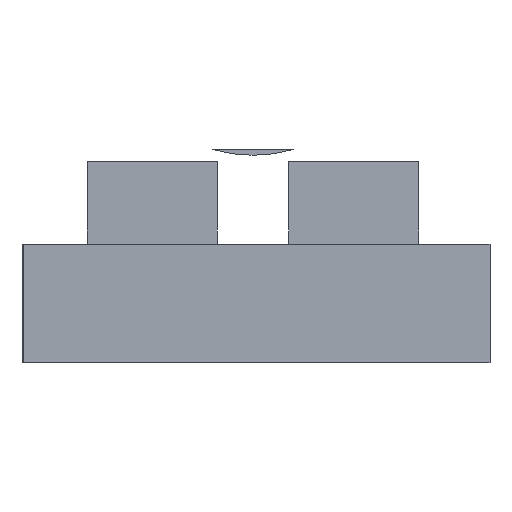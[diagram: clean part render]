
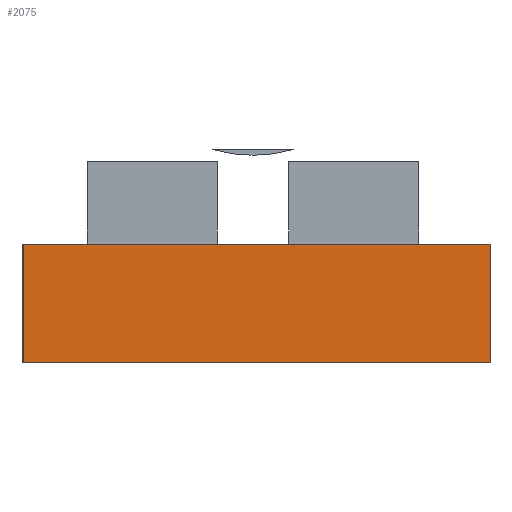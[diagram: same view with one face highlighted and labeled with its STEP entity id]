
A CAD part, front view. The second image highlights one B-rep face of the part: STEP entity #2075.
In plain terms, the highlighted planar face has unit normal (0, -1, 0).
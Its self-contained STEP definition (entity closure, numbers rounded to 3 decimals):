
#121 = PLANE('',#122);
#122 = AXIS2_PLACEMENT_3D('',#123,#124,#125);
#123 = CARTESIAN_POINT('',(-12.05,-16.,0.2));
#124 = DIRECTION('',(0.,0.,1.));
#125 = DIRECTION('',(1.,0.,0.));
#208 = PLANE('',#209);
#209 = AXIS2_PLACEMENT_3D('',#210,#211,#212);
#210 = CARTESIAN_POINT('',(-2.85,7.,-1.8));
#211 = DIRECTION('',(0.,0.,1.));
#212 = DIRECTION('',(1.,0.,0.));
#426 = VERTEX_POINT('',#427);
#427 = CARTESIAN_POINT('',(3.95,-9.2,0.2));
#443 = PLANE('',#444);
#444 = AXIS2_PLACEMENT_3D('',#445,#446,#447);
#445 = CARTESIAN_POINT('',(3.95,-16.,-1.8));
#446 = DIRECTION('',(1.,0.,0.));
#447 = DIRECTION('',(0.,0.,1.));
#598 = VERTEX_POINT('',#599);
#599 = CARTESIAN_POINT('',(-3.932,-9.2,0.2));
#613 = PLANE('',#614);
#614 = AXIS2_PLACEMENT_3D('',#615,#616,#617);
#615 = CARTESIAN_POINT('',(-3.932,12.8,0.2));
#616 = DIRECTION('',(-1.,0.,0.));
#617 = DIRECTION('',(0.,-1.,0.));
#625 = EDGE_CURVE('',#598,#426,#626,.T.);
#626 = SURFACE_CURVE('',#627,(#631,#638),.PCURVE_S1.);
#627 = LINE('',#628,#629);
#628 = CARTESIAN_POINT('',(-6.85,-9.2,0.2));
#629 = VECTOR('',#630,1.);
#630 = DIRECTION('',(1.,0.,0.));
#631 = PCURVE('',#121,#632);
#632 = DEFINITIONAL_REPRESENTATION('',(#633),#637);
#633 = LINE('',#634,#635);
#634 = CARTESIAN_POINT('',(5.2,6.8));
#635 = VECTOR('',#636,1.);
#636 = DIRECTION('',(1.,0.));
#637 = ( GEOMETRIC_REPRESENTATION_CONTEXT(2) 
PARAMETRIC_REPRESENTATION_CONTEXT() REPRESENTATION_CONTEXT('2D SPACE',''
  ) );
#638 = PCURVE('',#639,#644);
#639 = PLANE('',#640);
#640 = AXIS2_PLACEMENT_3D('',#641,#642,#643);
#641 = CARTESIAN_POINT('',(-6.85,-9.2,-2.));
#642 = DIRECTION('',(0.,1.,0.));
#643 = DIRECTION('',(0.,0.,1.));
#644 = DEFINITIONAL_REPRESENTATION('',(#645),#649);
#645 = LINE('',#646,#647);
#646 = CARTESIAN_POINT('',(2.2,0.));
#647 = VECTOR('',#648,1.);
#648 = DIRECTION('',(0.,1.));
#649 = ( GEOMETRIC_REPRESENTATION_CONTEXT(2) 
PARAMETRIC_REPRESENTATION_CONTEXT() REPRESENTATION_CONTEXT('2D SPACE',''
  ) );
#1621 = VERTEX_POINT('',#1622);
#1622 = CARTESIAN_POINT('',(3.95,-9.2,-1.8));
#1763 = VERTEX_POINT('',#1764);
#1764 = CARTESIAN_POINT('',(-3.932,-9.2,-1.8));
#1785 = EDGE_CURVE('',#1763,#1621,#1786,.T.);
#1786 = SURFACE_CURVE('',#1787,(#1791,#1798),.PCURVE_S1.);
#1787 = LINE('',#1788,#1789);
#1788 = CARTESIAN_POINT('',(-9.45,-9.2,-1.8));
#1789 = VECTOR('',#1790,1.);
#1790 = DIRECTION('',(1.,0.,0.));
#1791 = PCURVE('',#208,#1792);
#1792 = DEFINITIONAL_REPRESENTATION('',(#1793),#1797);
#1793 = LINE('',#1794,#1795);
#1794 = CARTESIAN_POINT('',(-6.6,-16.2));
#1795 = VECTOR('',#1796,1.);
#1796 = DIRECTION('',(1.,0.));
#1797 = ( GEOMETRIC_REPRESENTATION_CONTEXT(2) 
PARAMETRIC_REPRESENTATION_CONTEXT() REPRESENTATION_CONTEXT('2D SPACE',''
  ) );
#1798 = PCURVE('',#639,#1799);
#1799 = DEFINITIONAL_REPRESENTATION('',(#1800),#1804);
#1800 = LINE('',#1801,#1802);
#1801 = CARTESIAN_POINT('',(0.2,-2.6));
#1802 = VECTOR('',#1803,1.);
#1803 = DIRECTION('',(0.,1.));
#1804 = ( GEOMETRIC_REPRESENTATION_CONTEXT(2) 
PARAMETRIC_REPRESENTATION_CONTEXT() REPRESENTATION_CONTEXT('2D SPACE',''
  ) );
#1870 = EDGE_CURVE('',#426,#1621,#1871,.T.);
#1871 = SURFACE_CURVE('',#1872,(#1876,#1883),.PCURVE_S1.);
#1872 = LINE('',#1873,#1874);
#1873 = CARTESIAN_POINT('',(3.95,-9.2,-1.9));
#1874 = VECTOR('',#1875,1.);
#1875 = DIRECTION('',(0.,0.,-1.));
#1876 = PCURVE('',#443,#1877);
#1877 = DEFINITIONAL_REPRESENTATION('',(#1878),#1882);
#1878 = LINE('',#1879,#1880);
#1879 = CARTESIAN_POINT('',(-0.1,-6.8));
#1880 = VECTOR('',#1881,1.);
#1881 = DIRECTION('',(-1.,0.));
#1882 = ( GEOMETRIC_REPRESENTATION_CONTEXT(2) 
PARAMETRIC_REPRESENTATION_CONTEXT() REPRESENTATION_CONTEXT('2D SPACE',''
  ) );
#1883 = PCURVE('',#639,#1884);
#1884 = DEFINITIONAL_REPRESENTATION('',(#1885),#1889);
#1885 = LINE('',#1886,#1887);
#1886 = CARTESIAN_POINT('',(0.1,10.8));
#1887 = VECTOR('',#1888,1.);
#1888 = DIRECTION('',(-1.,0.));
#1889 = ( GEOMETRIC_REPRESENTATION_CONTEXT(2) 
PARAMETRIC_REPRESENTATION_CONTEXT() REPRESENTATION_CONTEXT('2D SPACE',''
  ) );
#2054 = EDGE_CURVE('',#598,#1763,#2055,.T.);
#2055 = SURFACE_CURVE('',#2056,(#2060,#2067),.PCURVE_S1.);
#2056 = LINE('',#2057,#2058);
#2057 = CARTESIAN_POINT('',(-3.932,-9.2,-0.9));
#2058 = VECTOR('',#2059,1.);
#2059 = DIRECTION('',(0.,0.,-1.));
#2060 = PCURVE('',#613,#2061);
#2061 = DEFINITIONAL_REPRESENTATION('',(#2062),#2066);
#2062 = LINE('',#2063,#2064);
#2063 = CARTESIAN_POINT('',(22.,-1.1));
#2064 = VECTOR('',#2065,1.);
#2065 = DIRECTION('',(0.,-1.));
#2066 = ( GEOMETRIC_REPRESENTATION_CONTEXT(2) 
PARAMETRIC_REPRESENTATION_CONTEXT() REPRESENTATION_CONTEXT('2D SPACE',''
  ) );
#2067 = PCURVE('',#639,#2068);
#2068 = DEFINITIONAL_REPRESENTATION('',(#2069),#2073);
#2069 = LINE('',#2070,#2071);
#2070 = CARTESIAN_POINT('',(1.1,2.918));
#2071 = VECTOR('',#2072,1.);
#2072 = DIRECTION('',(-1.,0.));
#2073 = ( GEOMETRIC_REPRESENTATION_CONTEXT(2) 
PARAMETRIC_REPRESENTATION_CONTEXT() REPRESENTATION_CONTEXT('2D SPACE',''
  ) );
#2075 = ADVANCED_FACE('',(#2076),#639,.F.);
#2076 = FACE_BOUND('',#2077,.F.);
#2077 = EDGE_LOOP('',(#2078,#2079,#2080,#2081));
#2078 = ORIENTED_EDGE('',*,*,#1785,.F.);
#2079 = ORIENTED_EDGE('',*,*,#2054,.F.);
#2080 = ORIENTED_EDGE('',*,*,#625,.T.);
#2081 = ORIENTED_EDGE('',*,*,#1870,.T.);
